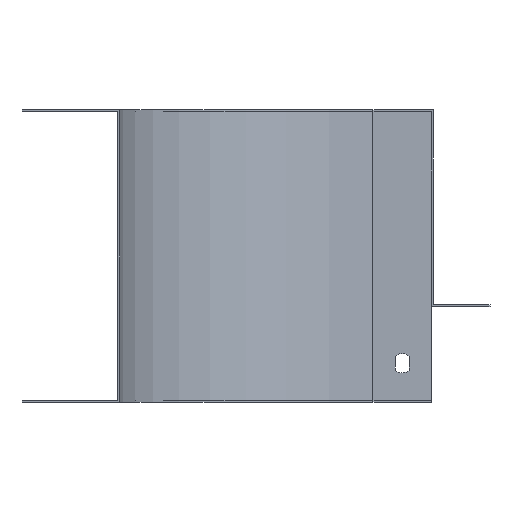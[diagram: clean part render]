
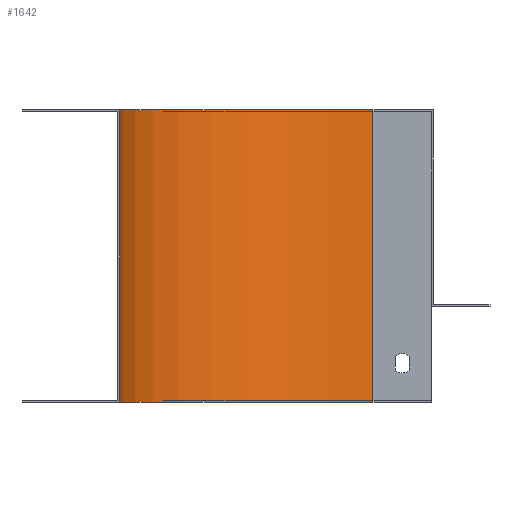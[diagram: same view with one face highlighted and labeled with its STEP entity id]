
A CAD part, left-side view. The second image highlights one B-rep face of the part: STEP entity #1642.
In plain terms, the highlighted cylindrical face has radius 130 mm (diameter 260 mm), a partial arc.
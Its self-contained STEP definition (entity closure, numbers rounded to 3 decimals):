
#220 = DIRECTION ( 'NONE',  ( -1., 0., 0. ) ) ;
#222 = DIRECTION ( 'NONE',  ( 0., 0., -1. ) ) ;
#223 = CARTESIAN_POINT ( 'NONE',  ( -130., 30., 1. ) ) ;
#310 = VERTEX_POINT ( 'NONE', #1420 ) ;
#321 = VERTEX_POINT ( 'NONE', #1402 ) ;
#331 = VERTEX_POINT ( 'NONE', #1376 ) ;
#352 = VERTEX_POINT ( 'NONE', #1336 ) ;
#376 = CIRCLE ( 'NONE', #771, 130. ) ;
#394 = ORIENTED_EDGE ( 'NONE', *, *, #712, .T. ) ;
#471 = ORIENTED_EDGE ( 'NONE', *, *, #635, .T. ) ;
#529 = CIRCLE ( 'NONE', #756, 130. ) ;
#560 = LINE ( 'NONE', #1517, #569 ) ;
#569 = VECTOR ( 'NONE', #1500, 1000. ) ;
#635 = EDGE_CURVE ( 'NONE', #310, #352, #376, .T. ) ;
#646 = EDGE_CURVE ( 'NONE', #331, #352, #927, .T. ) ;
#690 = EDGE_CURVE ( 'NONE', #321, #331, #529, .T. ) ;
#712 = EDGE_CURVE ( 'NONE', #321, #310, #560, .T. ) ;
#731 = AXIS2_PLACEMENT_3D ( 'NONE', #223, #222, #220 ) ;
#756 = AXIS2_PLACEMENT_3D ( 'NONE', #1559, #1558, #1557 ) ;
#771 = AXIS2_PLACEMENT_3D ( 'NONE', #1321, #1320, #1319 ) ;
#927 = LINE ( 'NONE', #1309, #936 ) ;
#936 = VECTOR ( 'NONE', #1299, 1000. ) ;
#1048 = EDGE_LOOP ( 'NONE', ( #394, #471, #1774, #1773 ) ) ;
#1299 = DIRECTION ( 'NONE',  ( 0., 0., -1. ) ) ;
#1309 = CARTESIAN_POINT ( 'NONE',  ( 0., 30., 1. ) ) ;
#1319 = DIRECTION ( 'NONE',  ( -1., 0., 0. ) ) ;
#1320 = DIRECTION ( 'NONE',  ( 0., 0., -1. ) ) ;
#1321 = CARTESIAN_POINT ( 'NONE',  ( -130., 30., -149. ) ) ;
#1336 = CARTESIAN_POINT ( 'NONE',  ( 0., 30., -149. ) ) ;
#1376 = CARTESIAN_POINT ( 'NONE',  ( 0., 30., 1. ) ) ;
#1402 = CARTESIAN_POINT ( 'NONE',  ( -130., 160., 1. ) ) ;
#1420 = CARTESIAN_POINT ( 'NONE',  ( -130., 160., -149. ) ) ;
#1500 = DIRECTION ( 'NONE',  ( 0., 0., -1. ) ) ;
#1517 = CARTESIAN_POINT ( 'NONE',  ( -130., 160., 1. ) ) ;
#1557 = DIRECTION ( 'NONE',  ( -1., 0., 0. ) ) ;
#1558 = DIRECTION ( 'NONE',  ( 0., 0., -1. ) ) ;
#1559 = CARTESIAN_POINT ( 'NONE',  ( -130., 30., 1. ) ) ;
#1642 = ADVANCED_FACE ( 'NONE', ( #1894 ), #1905, .F. ) ;
#1773 = ORIENTED_EDGE ( 'NONE', *, *, #690, .F. ) ;
#1774 = ORIENTED_EDGE ( 'NONE', *, *, #646, .F. ) ;
#1894 = FACE_OUTER_BOUND ( 'NONE', #1048, .T. ) ;
#1905 = CYLINDRICAL_SURFACE ( 'NONE', #731, 130. ) ;
